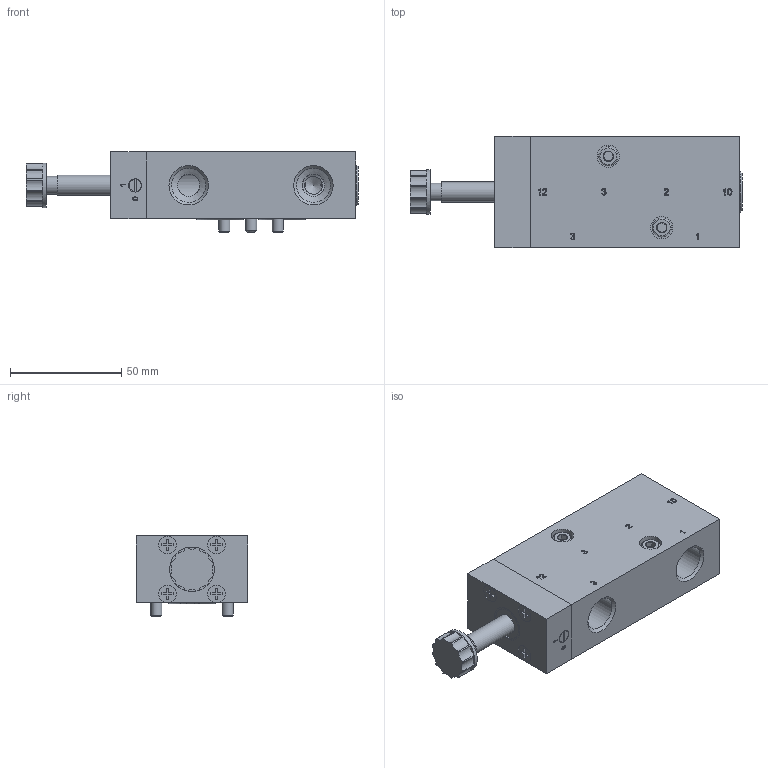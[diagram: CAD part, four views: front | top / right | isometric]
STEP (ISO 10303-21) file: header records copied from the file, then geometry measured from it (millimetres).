
FILE_DESCRIPTION(/* description */ ('Unknown'),/* implementation_level */ '2;1');
FILE_NAME(/* name */ 'MNH 310 101',/* time_stamp */ '2018-11-21T14:45:20+01:00',/* author */ ('Unknown'),/* organization */ ('Unknown'),/* preprocessor_version */ 'ST-DEVELOPER v16.7',/* originating_system */ 'DEX',/* authorisation */ $);
FILE_SCHEMA (('AUTOMOTIVE_DESIGN {1 0 10303 214 3 1 1}'));
Length unit declared in the file: millimetre
Products named in the file (2): MNH 310 101
Assembly tree (1 placements, depth 2):
  MNH 310 101
    MNH 310 101
Bounding box: 149 x 50 x 36 mm (x, y, z)
Volume: 140519 mm3; surface area: 38000.1 mm2
Topology: 9 solids, 9 shells, 344 faces, 867 edges, 575 vertices
Faces by surface type: plane 176, cylinder 70, bspline 53, cone 37, torus 7, sphere 1
Full cylindrical faces by diameter (mm): 1.85 x2, 3.242 x8, 4.019 x2, 5 x5, 5.5 x3, 6 x1, 7.9 x4, 8 x2, 8.5 x2, 9 x1, 10 x6, 13 x1, 14.5 x1, 15.25 x4, 16 x1, 17 x1, 17.06 x1, 18 x1, 20 x1, 22 x2
Entity records: 12892 total; most frequent: CARTESIAN_POINT 3077, ORIENTED_EDGE 1476, DIRECTION 1367, EDGE_CURVE 738, VERTEX_POINT 540, FACE_BOUND 490, EDGE_LOOP 480, AXIS2_PLACEMENT_3D 478
